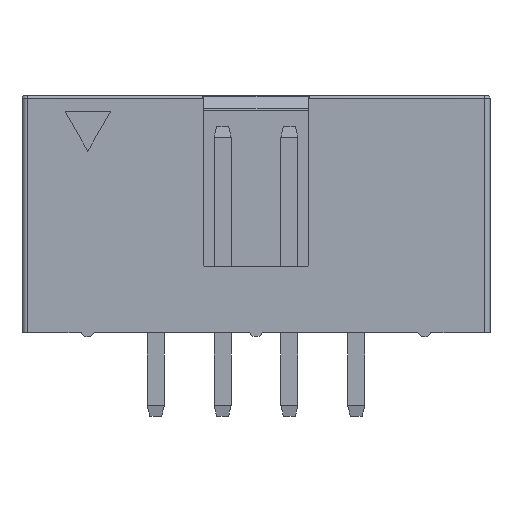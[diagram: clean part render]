
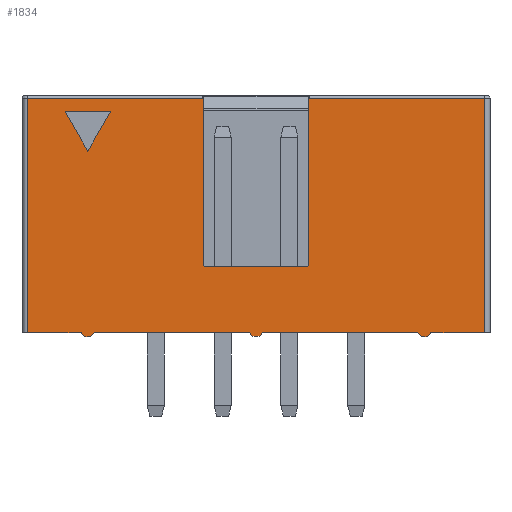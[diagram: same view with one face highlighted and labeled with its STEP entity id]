
A CAD part, front view. The second image highlights one B-rep face of the part: STEP entity #1834.
In plain terms, the highlighted planar face has unit normal (0, -1, 0).
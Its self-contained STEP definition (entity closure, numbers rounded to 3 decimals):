
#1834 = ADVANCED_FACE('',(#1835,#1970),#1996,.F.);
#1835 = FACE_BOUND('',#1836,.T.);
#1836 = EDGE_LOOP('',(#1837,#1847,#1855,#1863,#1871,#1880,#1888,#1897,
    #1905,#1914,#1922,#1930,#1938,#1946,#1955,#1963));
#1837 = ORIENTED_EDGE('',*,*,#1838,.T.);
#1838 = EDGE_CURVE('',#1839,#1841,#1843,.T.);
#1839 = VERTEX_POINT('',#1840);
#1840 = CARTESIAN_POINT('',(-1.985,-4.412,
    2.27));
#1841 = VERTEX_POINT('',#1842);
#1842 = CARTESIAN_POINT('',(-1.985,-4.412,
    8.57));
#1843 = LINE('',#1844,#1845);
#1844 = CARTESIAN_POINT('',(-1.985,-4.412,
    2.17));
#1845 = VECTOR('',#1846,1.);
#1846 = DIRECTION('',(0.,0.,1.));
#1847 = ORIENTED_EDGE('',*,*,#1848,.T.);
#1848 = EDGE_CURVE('',#1841,#1849,#1851,.T.);
#1849 = VERTEX_POINT('',#1850);
#1850 = CARTESIAN_POINT('',(-8.675,-4.412,
    8.57));
#1851 = LINE('',#1852,#1853);
#1852 = CARTESIAN_POINT('',(-8.675,-4.412,
    8.57));
#1853 = VECTOR('',#1854,1.);
#1854 = DIRECTION('',(-1.,0.,0.));
#1855 = ORIENTED_EDGE('',*,*,#1856,.T.);
#1856 = EDGE_CURVE('',#1849,#1857,#1859,.T.);
#1857 = VERTEX_POINT('',#1858);
#1858 = CARTESIAN_POINT('',(-8.675,-4.412,
    -0.33));
#1859 = LINE('',#1860,#1861);
#1860 = CARTESIAN_POINT('',(-8.675,-4.412,
    8.67));
#1861 = VECTOR('',#1862,1.);
#1862 = DIRECTION('',(-0.,-0.,-1.));
#1863 = ORIENTED_EDGE('',*,*,#1864,.T.);
#1864 = EDGE_CURVE('',#1857,#1865,#1867,.T.);
#1865 = VERTEX_POINT('',#1866);
#1866 = CARTESIAN_POINT('',(-6.625,-4.412,
    -0.33));
#1867 = LINE('',#1868,#1869);
#1868 = CARTESIAN_POINT('',(-8.675,-4.412,
    -0.33));
#1869 = VECTOR('',#1870,1.);
#1870 = DIRECTION('',(1.,0.,0.));
#1871 = ORIENTED_EDGE('',*,*,#1872,.F.);
#1872 = EDGE_CURVE('',#1873,#1865,#1875,.T.);
#1873 = VERTEX_POINT('',#1874);
#1874 = CARTESIAN_POINT('',(-6.125,-4.412,
    -0.33));
#1875 = CIRCLE('',#1876,0.283);
#1876 = AXIS2_PLACEMENT_3D('',#1877,#1878,#1879);
#1877 = CARTESIAN_POINT('',(-6.375,-4.412,
    -0.197));
#1878 = DIRECTION('',(0.,1.,0.));
#1879 = DIRECTION('',(0.,-0.,1.));
#1880 = ORIENTED_EDGE('',*,*,#1881,.T.);
#1881 = EDGE_CURVE('',#1873,#1882,#1884,.T.);
#1882 = VERTEX_POINT('',#1883);
#1883 = CARTESIAN_POINT('',(-0.235,-4.412,
    -0.33));
#1884 = LINE('',#1885,#1886);
#1885 = CARTESIAN_POINT('',(-8.675,-4.412,
    -0.33));
#1886 = VECTOR('',#1887,1.);
#1887 = DIRECTION('',(1.,0.,0.));
#1888 = ORIENTED_EDGE('',*,*,#1889,.F.);
#1889 = EDGE_CURVE('',#1890,#1882,#1892,.T.);
#1890 = VERTEX_POINT('',#1891);
#1891 = CARTESIAN_POINT('',(0.265,-4.412,
    -0.33));
#1892 = CIRCLE('',#1893,0.283);
#1893 = AXIS2_PLACEMENT_3D('',#1894,#1895,#1896);
#1894 = CARTESIAN_POINT('',(0.015,-4.412,
    -0.197));
#1895 = DIRECTION('',(0.,1.,0.));
#1896 = DIRECTION('',(0.,0.,-1.));
#1897 = ORIENTED_EDGE('',*,*,#1898,.T.);
#1898 = EDGE_CURVE('',#1890,#1899,#1901,.T.);
#1899 = VERTEX_POINT('',#1900);
#1900 = CARTESIAN_POINT('',(6.155,-4.412,
    -0.33));
#1901 = LINE('',#1902,#1903);
#1902 = CARTESIAN_POINT('',(-8.675,-4.412,
    -0.33));
#1903 = VECTOR('',#1904,1.);
#1904 = DIRECTION('',(1.,0.,0.));
#1905 = ORIENTED_EDGE('',*,*,#1906,.F.);
#1906 = EDGE_CURVE('',#1907,#1899,#1909,.T.);
#1907 = VERTEX_POINT('',#1908);
#1908 = CARTESIAN_POINT('',(6.655,-4.412,
    -0.33));
#1909 = CIRCLE('',#1910,0.283);
#1910 = AXIS2_PLACEMENT_3D('',#1911,#1912,#1913);
#1911 = CARTESIAN_POINT('',(6.405,-4.412,
    -0.197));
#1912 = DIRECTION('',(0.,1.,0.));
#1913 = DIRECTION('',(0.,0.,-1.));
#1914 = ORIENTED_EDGE('',*,*,#1915,.T.);
#1915 = EDGE_CURVE('',#1907,#1916,#1918,.T.);
#1916 = VERTEX_POINT('',#1917);
#1917 = CARTESIAN_POINT('',(8.705,-4.412,
    -0.33));
#1918 = LINE('',#1919,#1920);
#1919 = CARTESIAN_POINT('',(-8.675,-4.412,
    -0.33));
#1920 = VECTOR('',#1921,1.);
#1921 = DIRECTION('',(1.,0.,0.));
#1922 = ORIENTED_EDGE('',*,*,#1923,.F.);
#1923 = EDGE_CURVE('',#1924,#1916,#1926,.T.);
#1924 = VERTEX_POINT('',#1925);
#1925 = CARTESIAN_POINT('',(8.705,-4.412,
    8.57));
#1926 = LINE('',#1927,#1928);
#1927 = CARTESIAN_POINT('',(8.705,-4.412,
    8.67));
#1928 = VECTOR('',#1929,1.);
#1929 = DIRECTION('',(-0.,-0.,-1.));
#1930 = ORIENTED_EDGE('',*,*,#1931,.T.);
#1931 = EDGE_CURVE('',#1924,#1932,#1934,.T.);
#1932 = VERTEX_POINT('',#1933);
#1933 = CARTESIAN_POINT('',(2.015,-4.412,8.57
    ));
#1934 = LINE('',#1935,#1936);
#1935 = CARTESIAN_POINT('',(2.015,-4.412,8.57
    ));
#1936 = VECTOR('',#1937,1.);
#1937 = DIRECTION('',(-1.,0.,0.));
#1938 = ORIENTED_EDGE('',*,*,#1939,.F.);
#1939 = EDGE_CURVE('',#1940,#1932,#1942,.T.);
#1940 = VERTEX_POINT('',#1941);
#1941 = CARTESIAN_POINT('',(2.015,-4.412,2.27
    ));
#1942 = LINE('',#1943,#1944);
#1943 = CARTESIAN_POINT('',(2.015,-4.412,2.17
    ));
#1944 = VECTOR('',#1945,1.);
#1945 = DIRECTION('',(0.,0.,1.));
#1946 = ORIENTED_EDGE('',*,*,#1947,.T.);
#1947 = EDGE_CURVE('',#1940,#1948,#1950,.T.);
#1948 = VERTEX_POINT('',#1949);
#1949 = CARTESIAN_POINT('',(1.915,-4.412,
    2.17));
#1950 = CIRCLE('',#1951,0.1);
#1951 = AXIS2_PLACEMENT_3D('',#1952,#1953,#1954);
#1952 = CARTESIAN_POINT('',(1.915,-4.412,
    2.27));
#1953 = DIRECTION('',(0.,1.,0.));
#1954 = DIRECTION('',(0.,-0.,1.));
#1955 = ORIENTED_EDGE('',*,*,#1956,.T.);
#1956 = EDGE_CURVE('',#1948,#1957,#1959,.T.);
#1957 = VERTEX_POINT('',#1958);
#1958 = CARTESIAN_POINT('',(-1.885,-4.412,
    2.17));
#1959 = LINE('',#1960,#1961);
#1960 = CARTESIAN_POINT('',(8.705,-4.412,
    2.17));
#1961 = VECTOR('',#1962,1.);
#1962 = DIRECTION('',(-1.,0.,0.));
#1963 = ORIENTED_EDGE('',*,*,#1964,.T.);
#1964 = EDGE_CURVE('',#1957,#1839,#1965,.T.);
#1965 = CIRCLE('',#1966,0.1);
#1966 = AXIS2_PLACEMENT_3D('',#1967,#1968,#1969);
#1967 = CARTESIAN_POINT('',(-1.885,-4.412,
    2.27));
#1968 = DIRECTION('',(0.,1.,0.));
#1969 = DIRECTION('',(0.,-0.,1.));
#1970 = FACE_BOUND('',#1971,.T.);
#1971 = EDGE_LOOP('',(#1972,#1982,#1990));
#1972 = ORIENTED_EDGE('',*,*,#1973,.T.);
#1973 = EDGE_CURVE('',#1974,#1976,#1978,.T.);
#1974 = VERTEX_POINT('',#1975);
#1975 = CARTESIAN_POINT('',(-5.509,-4.412,
    8.07));
#1976 = VERTEX_POINT('',#1977);
#1977 = CARTESIAN_POINT('',(-6.375,-4.412,
    6.57));
#1978 = LINE('',#1979,#1980);
#1979 = CARTESIAN_POINT('',(-6.041,-4.412,
    7.149));
#1980 = VECTOR('',#1981,1.);
#1981 = DIRECTION('',(-0.5,0.,-0.866));
#1982 = ORIENTED_EDGE('',*,*,#1983,.T.);
#1983 = EDGE_CURVE('',#1976,#1984,#1986,.T.);
#1984 = VERTEX_POINT('',#1985);
#1985 = CARTESIAN_POINT('',(-7.241,-4.412,
    8.07));
#1986 = LINE('',#1987,#1988);
#1987 = CARTESIAN_POINT('',(-7.859,-4.412,9.141
    ));
#1988 = VECTOR('',#1989,1.);
#1989 = DIRECTION('',(-0.5,0.,0.866));
#1990 = ORIENTED_EDGE('',*,*,#1991,.T.);
#1991 = EDGE_CURVE('',#1984,#1974,#1992,.T.);
#1992 = LINE('',#1993,#1994);
#1993 = CARTESIAN_POINT('',(-8.675,-4.412,
    8.07));
#1994 = VECTOR('',#1995,1.);
#1995 = DIRECTION('',(1.,0.,0.));
#1996 = PLANE('',#1997);
#1997 = AXIS2_PLACEMENT_3D('',#1998,#1999,#2000);
#1998 = CARTESIAN_POINT('',(-8.675,-4.412,
    8.67));
#1999 = DIRECTION('',(0.,1.,0.));
#2000 = DIRECTION('',(0.,-0.,1.));
